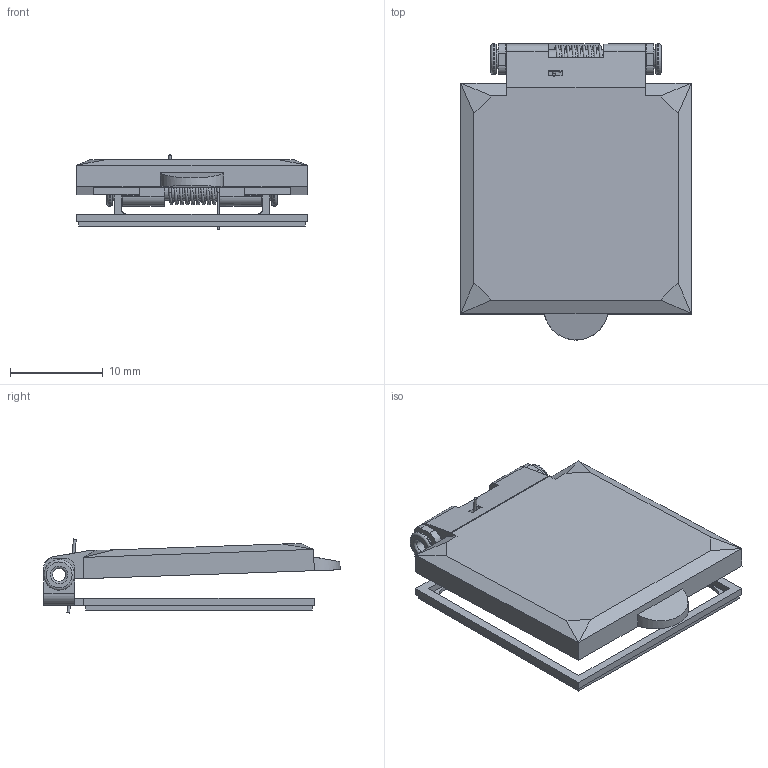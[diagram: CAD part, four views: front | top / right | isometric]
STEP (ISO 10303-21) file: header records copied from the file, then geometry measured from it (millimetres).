
FILE_DESCRIPTION(/* description */ (''),/* implementation_level */ '2;1');
FILE_NAME(/* name */ 'KDOKJ_ipt.stp',/* time_stamp */ '2017-04-03T15:03:03+02:00',/* author */ ('ahoffmann'),/* organization */ (''),/* preprocessor_version */ 'ST-DEVELOPER v16.1',/* originating_system */ 'Autodesk Inventor 2016',/* authorisation */ '');
FILE_SCHEMA (('AUTOMOTIVE_DESIGN { 1 0 10303 214 3 1 1 }'));
Length unit declared in the file: millimetre
Products named in the file (1): KDOKJ
Bounding box: 24.9 x 32 x 8 mm (x, y, z)
Volume: 1211.1 mm3; surface area: 2856.7 mm2
Topology: 4 solids, 4 shells, 129 faces, 339 edges, 221 vertices
Faces by surface type: plane 89, cylinder 31, torus 8, bspline 1
Full cylindrical faces by diameter (mm): 0.3 x2, 1.4 x1, 2 x1, 2.1 x4, 3.3 x2
Entity records: 4578 total; most frequent: CARTESIAN_POINT 1351, DIRECTION 652, ORIENTED_EDGE 644, EDGE_CURVE 321, LINE 246, VECTOR 246, VERTEX_POINT 220, AXIS2_PLACEMENT_3D 203
